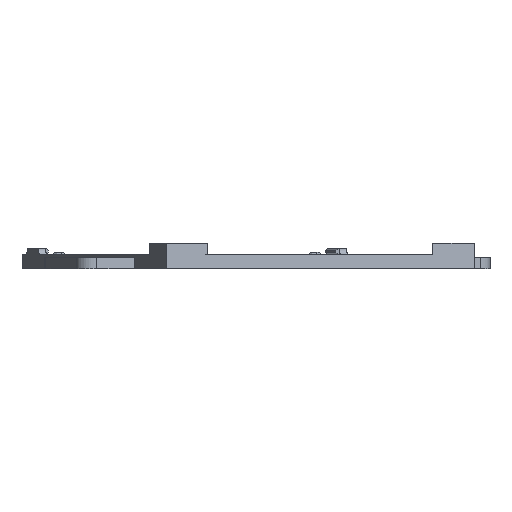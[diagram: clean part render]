
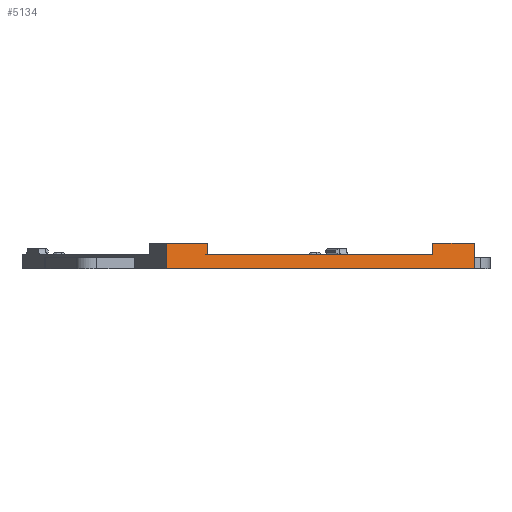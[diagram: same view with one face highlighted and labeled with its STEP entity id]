
A CAD part, front view. The second image highlights one B-rep face of the part: STEP entity #5134.
In plain terms, the highlighted planar face has unit normal (0.376, -0.927, 0).
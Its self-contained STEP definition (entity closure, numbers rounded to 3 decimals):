
#200=CARTESIAN_POINT('',(349.12,120.776,10.));
#201=VERTEX_POINT('',#200);
#208=CARTESIAN_POINT('',(294.258,98.533,10.));
#209=VERTEX_POINT('',#208);
#210=CARTESIAN_POINT('',(294.258,98.533,10.));
#211=DIRECTION('',(0.927,0.376,-0.));
#212=VECTOR('',#211,59.2);
#213=LINE('',#210,#212);
#214=EDGE_CURVE('',#209,#201,#213,.T.);
#1078=CARTESIAN_POINT('',(294.258,98.533,14.6));
#1079=VERTEX_POINT('',#1078);
#1080=CARTESIAN_POINT('',(294.258,98.533,14.6));
#1081=DIRECTION('',(-0.,-0.,-1.));
#1082=VECTOR('',#1081,4.6);
#1083=LINE('',#1080,#1082);
#1084=EDGE_CURVE('',#1079,#209,#1083,.T.);
#4046=CARTESIAN_POINT('',(301.671,101.539,12.6));
#4047=VERTEX_POINT('',#4046);
#4048=CARTESIAN_POINT('',(341.706,117.77,12.6));
#4049=VERTEX_POINT('',#4048);
#4050=CARTESIAN_POINT('',(301.671,101.539,12.6));
#4051=DIRECTION('',(0.927,0.376,-0.));
#4052=VECTOR('',#4051,43.2);
#4053=LINE('',#4050,#4052);
#4054=EDGE_CURVE('',#4047,#4049,#4053,.T.);
#4199=CARTESIAN_POINT('',(301.671,101.539,14.6));
#4200=VERTEX_POINT('',#4199);
#4207=CARTESIAN_POINT('',(301.671,101.539,12.6));
#4208=DIRECTION('',(0.,0.,1.));
#4209=VECTOR('',#4208,2.);
#4210=LINE('',#4207,#4209);
#4211=EDGE_CURVE('',#4047,#4200,#4210,.T.);
#4676=CARTESIAN_POINT('',(341.706,117.77,14.6));
#4677=VERTEX_POINT('',#4676);
#4678=CARTESIAN_POINT('',(341.706,117.77,12.6));
#4679=DIRECTION('',(0.,0.,1.));
#4680=VECTOR('',#4679,2.);
#4681=LINE('',#4678,#4680);
#4682=EDGE_CURVE('',#4049,#4677,#4681,.T.);
#4731=CARTESIAN_POINT('',(349.12,120.776,14.6));
#4732=VERTEX_POINT('',#4731);
#4739=CARTESIAN_POINT('',(349.12,120.776,10.));
#4740=DIRECTION('',(0.,0.,1.));
#4741=VECTOR('',#4740,4.6);
#4742=LINE('',#4739,#4741);
#4743=EDGE_CURVE('',#201,#4732,#4742,.T.);
#5109=CARTESIAN_POINT('',(294.258,98.533,10.));
#5110=DIRECTION('',(0.376,-0.927,0.));
#5111=DIRECTION('',(0.927,0.376,-0.));
#5112=AXIS2_PLACEMENT_3D('',#5109,#5110,#5111);
#5113=PLANE('',#5112);
#5114=ORIENTED_EDGE('',*,*,#4211,.T.);
#5115=CARTESIAN_POINT('',(294.258,98.533,14.6));
#5116=DIRECTION('',(0.927,0.376,-0.));
#5117=VECTOR('',#5116,8.);
#5118=LINE('',#5115,#5117);
#5119=EDGE_CURVE('',#1079,#4200,#5118,.T.);
#5120=ORIENTED_EDGE('',*,*,#5119,.F.);
#5121=ORIENTED_EDGE('',*,*,#1084,.T.);
#5122=ORIENTED_EDGE('',*,*,#214,.T.);
#5123=ORIENTED_EDGE('',*,*,#4743,.T.);
#5124=CARTESIAN_POINT('',(341.706,117.77,14.6));
#5125=DIRECTION('',(0.927,0.376,-0.));
#5126=VECTOR('',#5125,8.);
#5127=LINE('',#5124,#5126);
#5128=EDGE_CURVE('',#4677,#4732,#5127,.T.);
#5129=ORIENTED_EDGE('',*,*,#5128,.F.);
#5130=ORIENTED_EDGE('',*,*,#4682,.F.);
#5131=ORIENTED_EDGE('',*,*,#4054,.F.);
#5132=EDGE_LOOP('',(#5114,#5120,#5121,#5122,#5123,#5129,#5130,#5131));
#5133=FACE_BOUND('',#5132,.T.);
#5134=ADVANCED_FACE('',(#5133),#5113,.T.);
